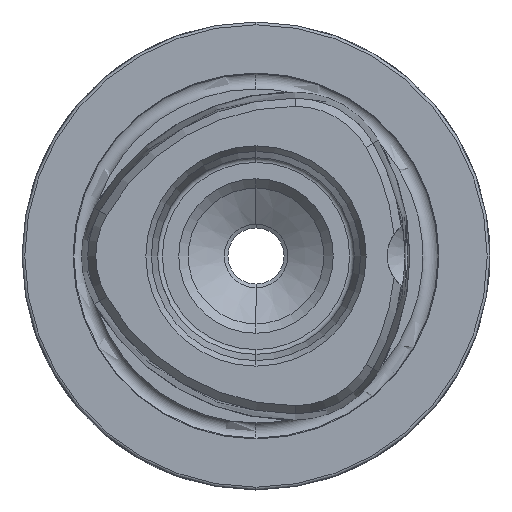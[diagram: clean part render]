
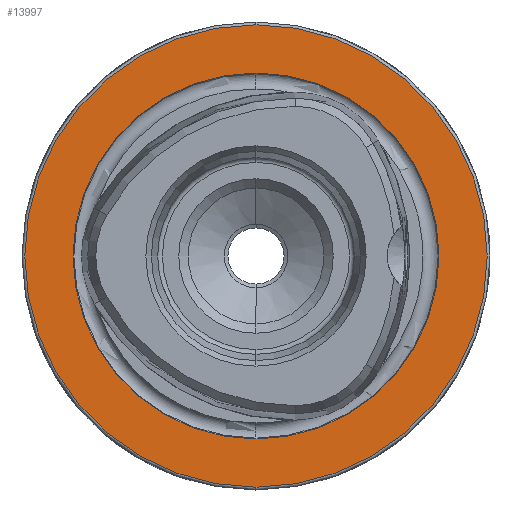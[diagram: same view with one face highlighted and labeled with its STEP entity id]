
A CAD part, left-side view. The second image highlights one B-rep face of the part: STEP entity #13997.
In plain terms, the highlighted planar face has unit normal (-1, 0, 0).
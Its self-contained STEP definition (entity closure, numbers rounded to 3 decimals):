
#1677 = DIRECTION ( 'NONE',  ( 0., 0., 1. ) ) ;
#1678 = DIRECTION ( 'NONE',  ( -1., 0., 0. ) ) ;
#1682 = CARTESIAN_POINT ( 'NONE',  ( 0., 0., 0. ) ) ;
#1683 = DIRECTION ( 'NONE',  ( 0., 0., 1. ) ) ;
#1684 = DIRECTION ( 'NONE',  ( -1., 0., 0. ) ) ;
#1685 = CARTESIAN_POINT ( 'NONE',  ( 0., 0., 0. ) ) ;
#2147 = CARTESIAN_POINT ( 'NONE',  ( 0., 0., 19.55 ) ) ;
#2173 = CARTESIAN_POINT ( 'NONE',  ( 0., 0., 24.7 ) ) ;
#2176 = CARTESIAN_POINT ( 'NONE',  ( 0., 0., -24.7 ) ) ;
#2256 = CARTESIAN_POINT ( 'NONE',  ( 0., 0., -19.55 ) ) ;
#2413 = DIRECTION ( 'NONE',  ( 1., 0., 0. ) ) ;
#2416 = CARTESIAN_POINT ( 'NONE',  ( 0., 19.55, 0. ) ) ;
#2418 = PLANE ( 'NONE',  #7135 ) ;
#2420 = DIRECTION ( 'NONE',  ( 0., 0., -1. ) ) ;
#5184 = FACE_BOUND ( 'NONE', #8472, .T. ) ;
#5185 = FACE_OUTER_BOUND ( 'NONE', #9803, .T. ) ;
#6809 = EDGE_CURVE ( 'NONE', #13428, #13537, #8803, .T. ) ;
#6810 = EDGE_CURVE ( 'NONE', #13457, #13454, #8802, .T. ) ;
#6882 = AXIS2_PLACEMENT_3D ( 'NONE', #1685, #1684, #1683 ) ;
#6883 = AXIS2_PLACEMENT_3D ( 'NONE', #1682, #1678, #1677 ) ;
#7014 = AXIS2_PLACEMENT_3D ( 'NONE', #8225, #8226, #8227 ) ;
#7017 = AXIS2_PLACEMENT_3D ( 'NONE', #8239, #8240, #8241 ) ;
#7135 = AXIS2_PLACEMENT_3D ( 'NONE', #2416, #2413, #2420 ) ;
#8225 = CARTESIAN_POINT ( 'NONE',  ( 0., 0., 0. ) ) ;
#8226 = DIRECTION ( 'NONE',  ( -1., 0., 0. ) ) ;
#8227 = DIRECTION ( 'NONE',  ( 0., 0., 1. ) ) ;
#8239 = CARTESIAN_POINT ( 'NONE',  ( 0., 0., 0. ) ) ;
#8240 = DIRECTION ( 'NONE',  ( -1., 0., 0. ) ) ;
#8241 = DIRECTION ( 'NONE',  ( 0., 0., 1. ) ) ;
#8472 = EDGE_LOOP ( 'NONE', ( #10552, #10553 ) ) ;
#8802 = CIRCLE ( 'NONE', #6883, 24.7 ) ;
#8803 = CIRCLE ( 'NONE', #6882, 19.55 ) ;
#9803 = EDGE_LOOP ( 'NONE', ( #10554, #10555 ) ) ;
#10552 = ORIENTED_EDGE ( 'NONE', *, *, #6809, .F. ) ;
#10553 = ORIENTED_EDGE ( 'NONE', *, *, #12803, .F. ) ;
#10554 = ORIENTED_EDGE ( 'NONE', *, *, #12799, .T. ) ;
#10555 = ORIENTED_EDGE ( 'NONE', *, *, #6810, .T. ) ;
#11215 = CIRCLE ( 'NONE', #7014, 24.7 ) ;
#11219 = CIRCLE ( 'NONE', #7017, 19.55 ) ;
#12799 = EDGE_CURVE ( 'NONE', #13454, #13457, #11215, .T. ) ;
#12803 = EDGE_CURVE ( 'NONE', #13537, #13428, #11219, .T. ) ;
#13428 = VERTEX_POINT ( 'NONE', #2147 ) ;
#13454 = VERTEX_POINT ( 'NONE', #2173 ) ;
#13457 = VERTEX_POINT ( 'NONE', #2176 ) ;
#13537 = VERTEX_POINT ( 'NONE', #2256 ) ;
#13997 = ADVANCED_FACE ( 'NONE', ( #5184, #5185 ), #2418, .F. ) ;
